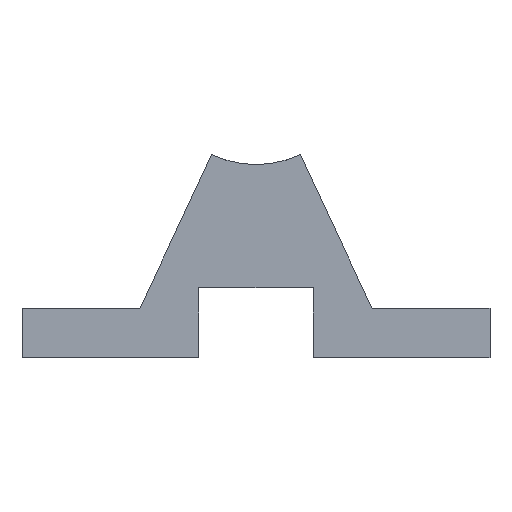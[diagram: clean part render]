
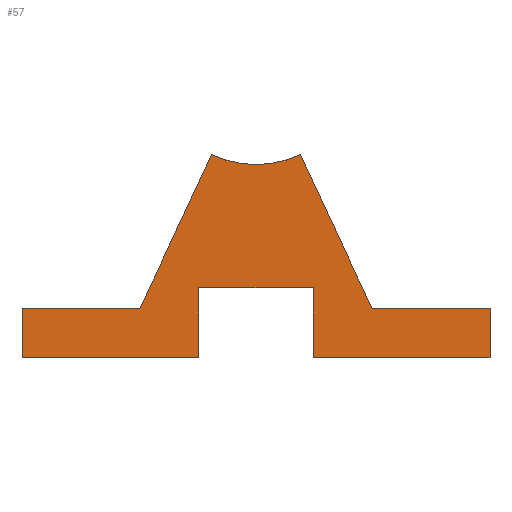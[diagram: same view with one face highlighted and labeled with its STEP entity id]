
A CAD part, front view. The second image highlights one B-rep face of the part: STEP entity #57.
In plain terms, the highlighted planar face has unit normal (0, -1, 0).
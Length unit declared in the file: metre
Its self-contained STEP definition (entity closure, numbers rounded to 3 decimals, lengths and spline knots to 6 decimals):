
#57 = ADVANCED_FACE( '', ( #133 ), #134, .T. );
#133 = FACE_OUTER_BOUND( '', #236, .T. );
#134 = PLANE( '', #237 );
#236 = EDGE_LOOP( '', ( #352, #353, #354, #355, #356, #357, #358, #359, #360, #361, #362, #363 ) );
#237 = AXIS2_PLACEMENT_3D( '', #364, #365, #366 );
#352 = ORIENTED_EDGE( '', *, *, #536, .F. );
#353 = ORIENTED_EDGE( '', *, *, #537, .T. );
#354 = ORIENTED_EDGE( '', *, *, #516, .T. );
#355 = ORIENTED_EDGE( '', *, *, #538, .T. );
#356 = ORIENTED_EDGE( '', *, *, #539, .F. );
#357 = ORIENTED_EDGE( '', *, *, #540, .F. );
#358 = ORIENTED_EDGE( '', *, *, #522, .F. );
#359 = ORIENTED_EDGE( '', *, *, #541, .F. );
#360 = ORIENTED_EDGE( '', *, *, #542, .F. );
#361 = ORIENTED_EDGE( '', *, *, #543, .F. );
#362 = ORIENTED_EDGE( '', *, *, #544, .F. );
#363 = ORIENTED_EDGE( '', *, *, #531, .F. );
#364 = CARTESIAN_POINT( '', ( 0., 0., 0.036 ) );
#365 = DIRECTION( '', ( 0., -1., 0. ) );
#366 = DIRECTION( '', ( 0., 0., -1. ) );
#516 = EDGE_CURVE( '', #599, #597, #600, .T. );
#522 = EDGE_CURVE( '', #609, #610, #611, .T. );
#531 = EDGE_CURVE( '', #625, #626, #627, .T. );
#536 = EDGE_CURVE( '', #634, #625, #635, .T. );
#537 = EDGE_CURVE( '', #634, #599, #636, .T. );
#538 = EDGE_CURVE( '', #597, #637, #638, .T. );
#539 = EDGE_CURVE( '', #639, #637, #640, .T. );
#540 = EDGE_CURVE( '', #610, #639, #641, .T. );
#541 = EDGE_CURVE( '', #642, #609, #643, .T. );
#542 = EDGE_CURVE( '', #644, #642, #645, .T. );
#543 = EDGE_CURVE( '', #646, #644, #647, .T. );
#544 = EDGE_CURVE( '', #626, #646, #648, .T. );
#597 = VERTEX_POINT( '', #717 );
#599 = VERTEX_POINT( '', #720 );
#600 = LINE( '', #721, #722 );
#609 = VERTEX_POINT( '', #732 );
#610 = VERTEX_POINT( '', #733 );
#611 = LINE( '', #734, #735 );
#625 = VERTEX_POINT( '', #752 );
#626 = VERTEX_POINT( '', #753 );
#627 = LINE( '', #754, #755 );
#634 = VERTEX_POINT( '', #765 );
#635 = LINE( '', #766, #767 );
#636 = LINE( '', #768, #769 );
#637 = VERTEX_POINT( '', #770 );
#638 = LINE( '', #771, #772 );
#639 = VERTEX_POINT( '', #773 );
#640 = LINE( '', #774, #775 );
#641 = LINE( '', #776, #777 );
#642 = VERTEX_POINT( '', #778 );
#643 = LINE( '', #779, #780 );
#644 = VERTEX_POINT( '', #781 );
#645 = CIRCLE( '', #782, 0.0125 );
#646 = VERTEX_POINT( '', #783 );
#647 = LINE( '', #784, #785 );
#648 = LINE( '', #786, #787 );
#717 = CARTESIAN_POINT( '', ( 0.007, 0., 0.0085 ) );
#720 = CARTESIAN_POINT( '', ( -0.007, 0., 0.0085 ) );
#721 = CARTESIAN_POINT( '', ( -0.007, 0., 0.0085 ) );
#722 = VECTOR( '', #1076, 1. );
#732 = CARTESIAN_POINT( '', ( 0.014132, 0., 0.006 ) );
#733 = CARTESIAN_POINT( '', ( 0.0285, 0., 0.006 ) );
#734 = CARTESIAN_POINT( '', ( 0.0285, 0., 0.006 ) );
#735 = VECTOR( '', #1087, 1. );
#752 = CARTESIAN_POINT( '', ( -0.0285, 0., 0. ) );
#753 = CARTESIAN_POINT( '', ( -0.0285, 0., 0.006 ) );
#754 = CARTESIAN_POINT( '', ( -0.0285, 0., 0. ) );
#755 = VECTOR( '', #1100, 1. );
#765 = CARTESIAN_POINT( '', ( -0.007, 0., 0. ) );
#766 = CARTESIAN_POINT( '', ( 0.0285, 0., 0. ) );
#767 = VECTOR( '', #1104, 1. );
#768 = CARTESIAN_POINT( '', ( -0.007, 0., 0. ) );
#769 = VECTOR( '', #1105, 1. );
#770 = CARTESIAN_POINT( '', ( 0.007, 0., 0. ) );
#771 = CARTESIAN_POINT( '', ( 0.007, 0., 0.0085 ) );
#772 = VECTOR( '', #1106, 1. );
#773 = CARTESIAN_POINT( '', ( 0.0285, 0., 0. ) );
#774 = CARTESIAN_POINT( '', ( 0.0285, 0., 0. ) );
#775 = VECTOR( '', #1107, 1. );
#776 = CARTESIAN_POINT( '', ( 0.0285, 0., 0. ) );
#777 = VECTOR( '', #1108, 1. );
#778 = CARTESIAN_POINT( '', ( 0.0054, 0., 0.024727 ) );
#779 = CARTESIAN_POINT( '', ( 0.014132, 0., 0.006 ) );
#780 = VECTOR( '', #1109, 1. );
#781 = CARTESIAN_POINT( '', ( -0.0054, 0., 0.024727 ) );
#782 = AXIS2_PLACEMENT_3D( '', #1110, #1111, #1112 );
#783 = CARTESIAN_POINT( '', ( -0.014132, 0., 0.006 ) );
#784 = CARTESIAN_POINT( '', ( -0.014132, 0., 0.006 ) );
#785 = VECTOR( '', #1113, 1. );
#786 = CARTESIAN_POINT( '', ( -0.0285, 0., 0.006 ) );
#787 = VECTOR( '', #1114, 1. );
#1076 = DIRECTION( '', ( 1., 0., 0. ) );
#1087 = DIRECTION( '', ( 1., 0., 0. ) );
#1100 = DIRECTION( '', ( 0., 0., 1. ) );
#1104 = DIRECTION( '', ( -1., 0., 0. ) );
#1105 = DIRECTION( '', ( 0., 0., 1. ) );
#1106 = DIRECTION( '', ( 0., 0., -1. ) );
#1107 = DIRECTION( '', ( -1., 0., 0. ) );
#1108 = DIRECTION( '', ( 0., 0., -1. ) );
#1109 = DIRECTION( '', ( 0.423, 0., -0.906 ) );
#1110 = CARTESIAN_POINT( '', ( 0., 0., 0.036 ) );
#1111 = DIRECTION( '', ( 0., -1., 0. ) );
#1112 = DIRECTION( '', ( 1., 0., 0. ) );
#1113 = DIRECTION( '', ( 0.423, 0., 0.906 ) );
#1114 = DIRECTION( '', ( 1., 0., 0. ) );
